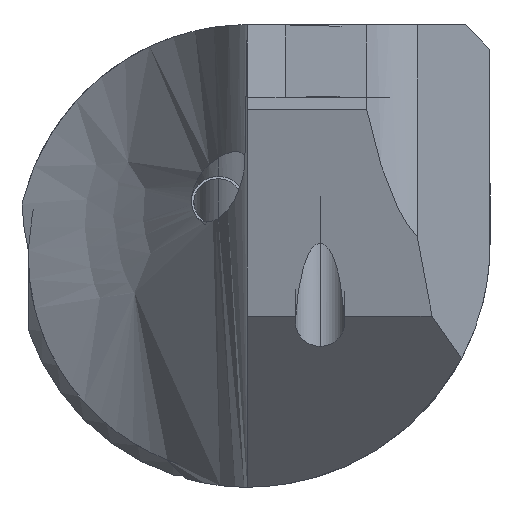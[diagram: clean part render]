
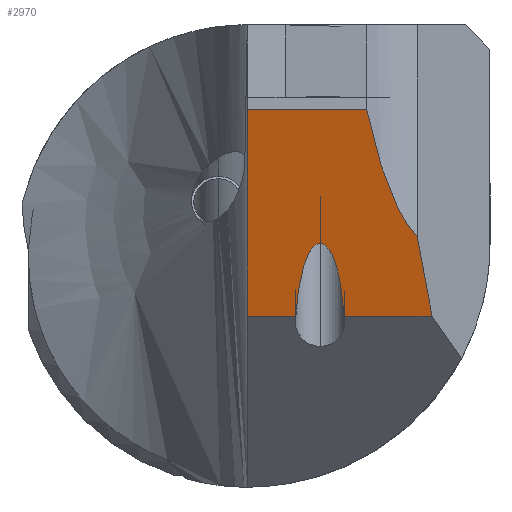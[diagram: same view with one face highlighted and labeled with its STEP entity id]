
A CAD part, left-side view. The second image highlights one B-rep face of the part: STEP entity #2970.
In plain terms, the highlighted planar face has unit normal (-0.966, 0, -0.259).
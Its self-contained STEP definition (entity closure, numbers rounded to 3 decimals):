
#1 = EDGE_CURVE ( 'NONE', #313, #3589, #2419, .T. ) ;
#8 = EDGE_CURVE ( 'NONE', #2492, #1577, #3436, .T. ) ;
#70 = EDGE_CURVE ( 'NONE', #1756, #2586, #1512, .T. ) ;
#163 = VECTOR ( 'NONE', #3051, 1000. ) ;
#225 = DIRECTION ( 'NONE',  ( 0.255, -0.178, -0.95 ) ) ;
#244 = CARTESIAN_POINT ( 'NONE',  ( 0., 0., -3.5 ) ) ;
#280 = DIRECTION ( 'NONE',  ( 0., -1., 0. ) ) ;
#313 = VERTEX_POINT ( 'NONE', #2938 ) ;
#401 = AXIS2_PLACEMENT_3D ( 'NONE', #2500, #3120, #1273 ) ;
#557 =( BOUNDED_CURVE ( )  B_SPLINE_CURVE ( 3, ( #895, #2754, #1519, #3667 ),
 .UNSPECIFIED., .F., .F. ) 
 B_SPLINE_CURVE_WITH_KNOTS ( ( 4, 4 ),
 ( 4.931, 6.283 ),
 .UNSPECIFIED. ) 
 CURVE ( )  GEOMETRIC_REPRESENTATION_ITEM ( )  RATIONAL_B_SPLINE_CURVE ( ( 1., 0.853, 0.853, 1. ) ) 
 REPRESENTATION_ITEM ( '' )  );
#585 = CARTESIAN_POINT ( 'NONE',  ( 2.278, 171.529, -12. ) ) ;
#691 = VECTOR ( 'NONE', #942, 1000. ) ;
#758 = CARTESIAN_POINT ( 'NONE',  ( 0., -4.92, -3.5 ) ) ;
#876 = PLANE ( 'NONE',  #401 ) ;
#894 = ORIENTED_EDGE ( 'NONE', *, *, #3984, .F. ) ;
#895 = CARTESIAN_POINT ( 'NONE',  ( 2.278, -4.001, -12. ) ) ;
#919 = FACE_OUTER_BOUND ( 'NONE', #3676, .T. ) ;
#942 = DIRECTION ( 'NONE',  ( 0.259, 0., -0.966 ) ) ;
#972 = EDGE_CURVE ( 'NONE', #2361, #1577, #1460, .T. ) ;
#1179 = CARTESIAN_POINT ( 'NONE',  ( 1.788, -2.108, -10.175 ) ) ;
#1258 = CARTESIAN_POINT ( 'NONE',  ( 1.166, -6.167, -7.853 ) ) ;
#1273 = DIRECTION ( 'NONE',  ( -0.259, 0., 0.966 ) ) ;
#1276 = ORIENTED_EDGE ( 'NONE', *, *, #1, .F. ) ;
#1300 = LINE ( 'NONE', #2434, #2109 ) ;
#1302 = CARTESIAN_POINT ( 'NONE',  ( 2.278, 0., -12. ) ) ;
#1341 = ORIENTED_EDGE ( 'NONE', *, *, #8, .T. ) ;
#1460 = LINE ( 'NONE', #2372, #2371 ) ;
#1498 = CARTESIAN_POINT ( 'NONE',  ( 2.278, -1.999, -12. ) ) ;
#1512 = LINE ( 'NONE', #3695, #691 ) ;
#1519 = CARTESIAN_POINT ( 'NONE',  ( 1.475, -3.501, -9.005 ) ) ;
#1577 = VERTEX_POINT ( 'NONE', #3631 ) ;
#1683 = VECTOR ( 'NONE', #2072, 1000. ) ;
#1705 = ORIENTED_EDGE ( 'NONE', *, *, #972, .F. ) ;
#1756 = VERTEX_POINT ( 'NONE', #3103 ) ;
#2072 = DIRECTION ( 'NONE',  ( 0., 1., 0. ) ) ;
#2108 = CARTESIAN_POINT ( 'NONE',  ( 0., -4.92, -3.5 ) ) ;
#2109 = VECTOR ( 'NONE', #280, 1000. ) ;
#2195 =( BOUNDED_CURVE ( )  B_SPLINE_CURVE ( 3, ( #2108, #2427, #1258, #3411 ),
 .UNSPECIFIED., .F., .F. ) 
 B_SPLINE_CURVE_WITH_KNOTS ( ( 4, 4 ),
 ( 2.23, 2.868 ),
 .UNSPECIFIED. ) 
 CURVE ( )  GEOMETRIC_REPRESENTATION_ITEM ( )  RATIONAL_B_SPLINE_CURVE ( ( 1., 0.966, 0.966, 1. ) ) 
 REPRESENTATION_ITEM ( '' )  );
#2361 = VERTEX_POINT ( 'NONE', #3365 ) ;
#2371 = VECTOR ( 'NONE', #225, 1000. ) ;
#2372 = CARTESIAN_POINT ( 'NONE',  ( -8.063, -0.374, 26.592 ) ) ;
#2404 = LINE ( 'NONE', #244, #1683 ) ;
#2419 =( BOUNDED_CURVE ( )  B_SPLINE_CURVE ( 3, ( #3959, #3643, #1179, #1498 ),
 .UNSPECIFIED., .F., .F. ) 
 B_SPLINE_CURVE_WITH_KNOTS ( ( 4, 4 ),
 ( 6.283, 7.635 ),
 .UNSPECIFIED. ) 
 CURVE ( )  GEOMETRIC_REPRESENTATION_ITEM ( )  RATIONAL_B_SPLINE_CURVE ( ( 1., 0.853, 0.853, 1. ) ) 
 REPRESENTATION_ITEM ( '' )  );
#2427 = CARTESIAN_POINT ( 'NONE',  ( 0.683, -5.45, -6.051 ) ) ;
#2434 = CARTESIAN_POINT ( 'NONE',  ( 2.278, 171.529, -12. ) ) ;
#2492 = VERTEX_POINT ( 'NONE', #3717 ) ;
#2500 = CARTESIAN_POINT ( 'NONE',  ( 0., 171.529, -3.5 ) ) ;
#2586 = VERTEX_POINT ( 'NONE', #1302 ) ;
#2613 = ORIENTED_EDGE ( 'NONE', *, *, #3982, .T. ) ;
#2754 = CARTESIAN_POINT ( 'NONE',  ( 1.788, -3.892, -10.175 ) ) ;
#2938 = CARTESIAN_POINT ( 'NONE',  ( 1.475, -3., -9.005 ) ) ;
#2962 = EDGE_CURVE ( 'NONE', #3195, #2361, #2195, .T. ) ;
#2970 = ADVANCED_FACE ( 'NONE', ( #919 ), #876, .T. ) ;
#3043 = ORIENTED_EDGE ( 'NONE', *, *, #2962, .F. ) ;
#3051 = DIRECTION ( 'NONE',  ( 0., -1., 0. ) ) ;
#3103 = CARTESIAN_POINT ( 'NONE',  ( 0., 0., -3.5 ) ) ;
#3120 = DIRECTION ( 'NONE',  ( -0.966, 0., -0.259 ) ) ;
#3195 = VERTEX_POINT ( 'NONE', #758 ) ;
#3266 = ORIENTED_EDGE ( 'NONE', *, *, #70, .T. ) ;
#3302 = ORIENTED_EDGE ( 'NONE', *, *, #3894, .T. ) ;
#3365 = CARTESIAN_POINT ( 'NONE',  ( 1.4, -7., -8.725 ) ) ;
#3411 = CARTESIAN_POINT ( 'NONE',  ( 1.4, -7., -8.725 ) ) ;
#3436 = LINE ( 'NONE', #585, #163 ) ;
#3589 = VERTEX_POINT ( 'NONE', #3764 ) ;
#3631 = CARTESIAN_POINT ( 'NONE',  ( 2.278, -7.614, -12. ) ) ;
#3643 = CARTESIAN_POINT ( 'NONE',  ( 1.475, -2.499, -9.005 ) ) ;
#3667 = CARTESIAN_POINT ( 'NONE',  ( 1.475, -3., -9.005 ) ) ;
#3676 = EDGE_LOOP ( 'NONE', ( #3043, #3302, #3266, #2613, #1276, #894, #1341, #1705 ) ) ;
#3695 = CARTESIAN_POINT ( 'NONE',  ( 13.333, 0., -53.258 ) ) ;
#3717 = CARTESIAN_POINT ( 'NONE',  ( 2.278, -4.001, -12. ) ) ;
#3764 = CARTESIAN_POINT ( 'NONE',  ( 2.278, -1.999, -12. ) ) ;
#3894 = EDGE_CURVE ( 'NONE', #3195, #1756, #2404, .T. ) ;
#3959 = CARTESIAN_POINT ( 'NONE',  ( 1.475, -3., -9.005 ) ) ;
#3982 = EDGE_CURVE ( 'NONE', #2586, #3589, #1300, .T. ) ;
#3984 = EDGE_CURVE ( 'NONE', #2492, #313, #557, .T. ) ;
